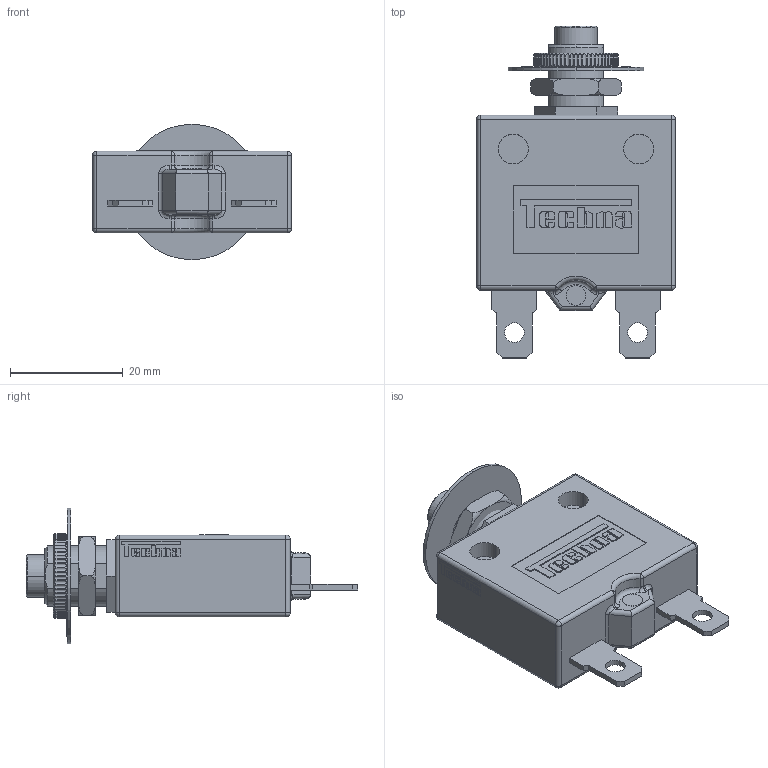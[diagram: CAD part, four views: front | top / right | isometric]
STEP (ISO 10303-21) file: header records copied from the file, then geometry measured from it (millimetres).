
FILE_DESCRIPTION (( 'STEP AP214' ), '1' );
FILE_NAME ('TECHNA-T16-W.STEP', '2020-05-22T07:46:12', ( '' ), ( '' ), 'SwSTEP 2.0', 'SolidWorks 2020', '' );
FILE_SCHEMA (( 'AUTOMOTIVE_DESIGN' ));
Length unit declared in the file: millimetre
Products named in the file (1): TECHNA-T16-W
Bounding box: 35.22 x 58.8 x 24 mm (x, y, z)
Volume: 17732.6 mm3; surface area: 6856.2 mm2
Topology: 4 solids, 4 shells, 957 faces, 2586 edges, 1693 vertices
Faces by surface type: plane 430, cylinder 326, bspline 161, torus 24, sphere 12, cone 4
Entity records: 55445 total; most frequent: CARTESIAN_POINT 21915, ORIENTED_EDGE 5144, DIRECTION 4133, EDGE_CURVE 2572, VERTEX_POINT 1691, LINE 1535, VECTOR 1535, AXIS2_PLACEMENT_3D 1299
